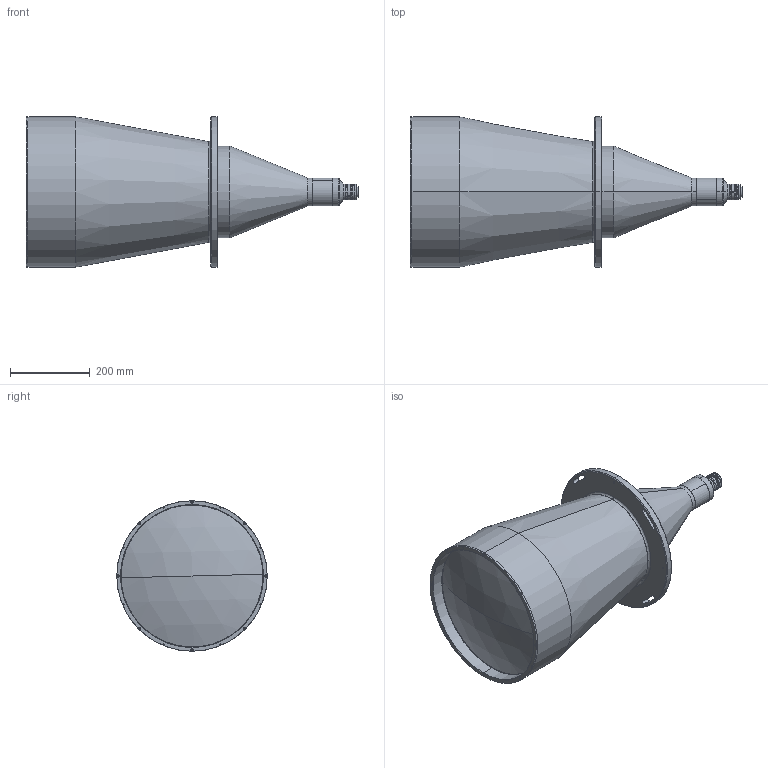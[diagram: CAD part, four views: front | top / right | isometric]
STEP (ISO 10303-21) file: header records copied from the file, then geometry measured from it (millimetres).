
FILE_DESCRIPTION (( 'STEP AP203' ), '1' );
FILE_NAME ('XF-PTL35011-C.STEP', '2019-07-19T08:27:25', ( 'puyufan' ), ( '' ), 'SwSTEP 2.0', 'SolidWorks 2014', '' );
FILE_SCHEMA (( 'CONFIG_CONTROL_DESIGN' ));
Length unit declared in the file: millimetre
Products named in the file (1): XF-PTL35011-C
Bounding box: 830.39 x 376 x 376 mm (x, y, z)
Surface area: 982216.4 mm2 (no closed solid volume)
Topology: 0 solids, 44 shells, 267 faces, 1211 edges, 976 vertices
Faces by surface type: cylinder 137, plane 68, torus 30, cone 28, sphere 4
Entity records: 16415 total; most frequent: CARTESIAN_POINT 6515, DIRECTION 2108, ORIENTED_EDGE 1697, EDGE_CURVE 1205, VERTEX_POINT 976, AXIS2_PLACEMENT_3D 823, CIRCLE 555, VECTOR 462
